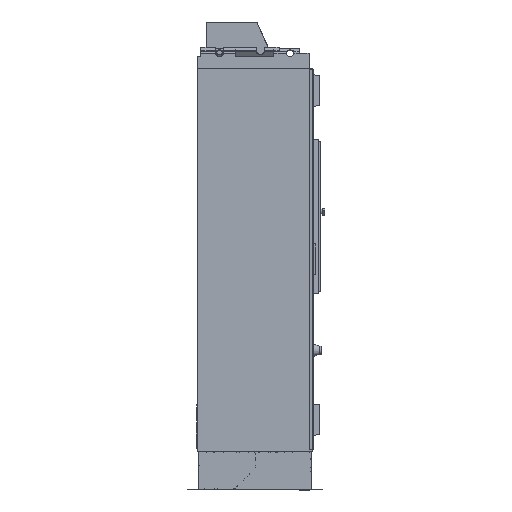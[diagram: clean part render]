
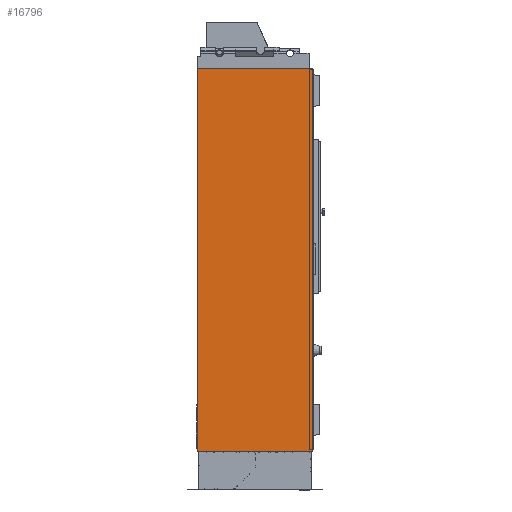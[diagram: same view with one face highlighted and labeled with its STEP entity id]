
A CAD part, left-side view. The second image highlights one B-rep face of the part: STEP entity #16796.
In plain terms, the highlighted planar face has unit normal (-1, 0, 0).
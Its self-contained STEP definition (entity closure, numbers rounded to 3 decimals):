
#14063=FACE_OUTER_BOUND('',#38284,.T.);
#16796=ADVANCED_FACE('',(#14063),#19786,.T.);
#19786=PLANE('',#72771);
#22356=LINE('',#91547,#29210);
#22641=LINE('',#92712,#29495);
#22642=LINE('',#92714,#29496);
#22643=LINE('',#92716,#29497);
#29210=VECTOR('',#76503,1.);
#29495=VECTOR('',#77252,1.);
#29496=VECTOR('',#77255,1.);
#29497=VECTOR('',#77256,1.);
#38284=EDGE_LOOP('',(#43025,#43026,#43027,#43028));
#43025=ORIENTED_EDGE('',*,*,#64450,.F.);
#43026=ORIENTED_EDGE('',*,*,#64033,.T.);
#43027=ORIENTED_EDGE('',*,*,#64451,.F.);
#43028=ORIENTED_EDGE('',*,*,#64452,.F.);
#58489=VERTEX_POINT('',#91545);
#58491=VERTEX_POINT('',#91548);
#58782=VERTEX_POINT('',#92711);
#58783=VERTEX_POINT('',#92715);
#64033=EDGE_CURVE('',#58491,#58489,#22356,.T.);
#64450=EDGE_CURVE('',#58491,#58782,#22641,.T.);
#64451=EDGE_CURVE('',#58783,#58489,#22642,.T.);
#64452=EDGE_CURVE('',#58782,#58783,#22643,.T.);
#72771=AXIS2_PLACEMENT_3D('',#92717,#77257,#77258);
#76503=DIRECTION('',(0.,0.,-1.));
#77252=DIRECTION('',(0.,-1.,0.));
#77255=DIRECTION('',(0.,1.,0.));
#77256=DIRECTION('',(0.,0.,-1.));
#77257=DIRECTION('',(-1.,0.,0.));
#77258=DIRECTION('',(0.,0.,1.));
#91545=CARTESIAN_POINT('',(-1950.,600.,-100.));
#91547=CARTESIAN_POINT('',(-1950.,600.,1932.5));
#91548=CARTESIAN_POINT('',(-1950.,600.,1899.5));
#92711=CARTESIAN_POINT('',(-1950.,0.,1899.5));
#92712=CARTESIAN_POINT('',(-1950.,600.,1899.5));
#92714=CARTESIAN_POINT('',(-1950.,600.,-100.));
#92715=CARTESIAN_POINT('',(-1950.,0.,-100.));
#92716=CARTESIAN_POINT('',(-1950.,0.,0.));
#92717=CARTESIAN_POINT('',(-1950.,300.,1932.5));
